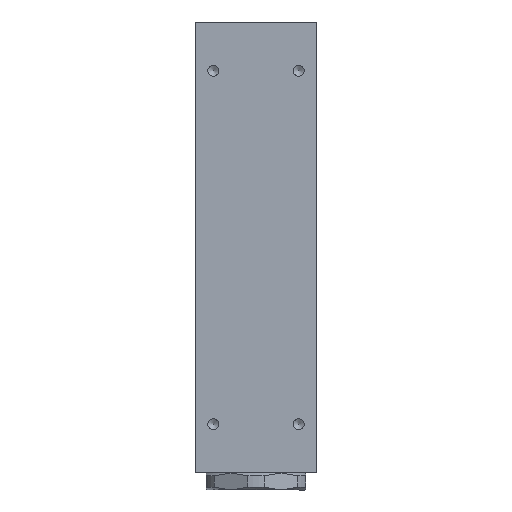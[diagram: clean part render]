
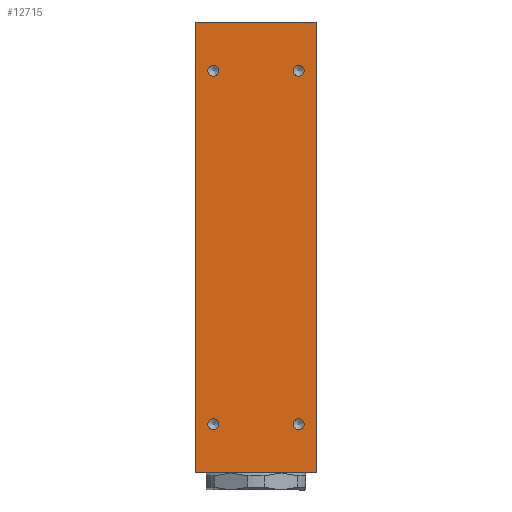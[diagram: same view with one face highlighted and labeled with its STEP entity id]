
A CAD part, front view. The second image highlights one B-rep face of the part: STEP entity #12715.
In plain terms, the highlighted planar face has unit normal (0, -1, 0).
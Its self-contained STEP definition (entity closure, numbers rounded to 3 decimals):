
#726=PLANE('',#14044);
#1502=LINE('',#22433,#2323);
#1509=LINE('',#22460,#2330);
#1510=LINE('',#22462,#2331);
#1511=LINE('',#22463,#2332);
#2323=VECTOR('',#17236,185.);
#2330=VECTOR('',#17257,50.);
#2331=VECTOR('',#17258,50.);
#2332=VECTOR('',#17259,185.);
#2680=FACE_BOUND('',#4345,.T.);
#2681=FACE_BOUND('',#4346,.T.);
#2682=FACE_BOUND('',#4347,.T.);
#2683=FACE_BOUND('',#4348,.T.);
#3370=FACE_OUTER_BOUND('',#4344,.T.);
#4344=EDGE_LOOP('',(#10556,#10557,#10558,#10559));
#4345=EDGE_LOOP('',(#10560));
#4346=EDGE_LOOP('',(#10561));
#4347=EDGE_LOOP('',(#10562));
#4348=EDGE_LOOP('',(#10563));
#5073=CIRCLE('',#14045,2.23);
#5074=CIRCLE('',#14046,2.23);
#5075=CIRCLE('',#14047,2.23);
#5076=CIRCLE('',#14048,2.23);
#6101=VERTEX_POINT('',#22426);
#6104=VERTEX_POINT('',#22431);
#6117=VERTEX_POINT('',#22459);
#6118=VERTEX_POINT('',#22461);
#6119=VERTEX_POINT('',#22464);
#6120=VERTEX_POINT('',#22466);
#6121=VERTEX_POINT('',#22468);
#6122=VERTEX_POINT('',#22470);
#7635=EDGE_CURVE('',#6104,#6101,#1502,.T.);
#7648=EDGE_CURVE('',#6117,#6101,#1509,.T.);
#7649=EDGE_CURVE('',#6118,#6104,#1510,.T.);
#7650=EDGE_CURVE('',#6118,#6117,#1511,.T.);
#7651=EDGE_CURVE('',#6119,#6119,#5073,.T.);
#7652=EDGE_CURVE('',#6120,#6120,#5074,.T.);
#7653=EDGE_CURVE('',#6121,#6121,#5075,.T.);
#7654=EDGE_CURVE('',#6122,#6122,#5076,.T.);
#10556=ORIENTED_EDGE('',*,*,#7648,.T.);
#10557=ORIENTED_EDGE('',*,*,#7635,.F.);
#10558=ORIENTED_EDGE('',*,*,#7649,.F.);
#10559=ORIENTED_EDGE('',*,*,#7650,.T.);
#10560=ORIENTED_EDGE('',*,*,#7651,.T.);
#10561=ORIENTED_EDGE('',*,*,#7652,.T.);
#10562=ORIENTED_EDGE('',*,*,#7653,.T.);
#10563=ORIENTED_EDGE('',*,*,#7654,.T.);
#12715=ADVANCED_FACE('',(#3370,#2680,#2681,#2682,#2683),#726,.T.);
#14044=AXIS2_PLACEMENT_3D('',#22458,#17255,#17256);
#14045=AXIS2_PLACEMENT_3D('',#22465,#17260,#17261);
#14046=AXIS2_PLACEMENT_3D('',#22467,#17262,#17263);
#14047=AXIS2_PLACEMENT_3D('',#22469,#17264,#17265);
#14048=AXIS2_PLACEMENT_3D('',#22471,#17266,#17267);
#17236=DIRECTION('',(0.,0.,1.));
#17255=DIRECTION('center_axis',(0.,-1.,0.));
#17256=DIRECTION('ref_axis',(0.,0.,-1.));
#17257=DIRECTION('',(-1.,0.,0.));
#17258=DIRECTION('',(-1.,0.,0.));
#17259=DIRECTION('',(0.,0.,1.));
#17260=DIRECTION('center_axis',(0.,1.,0.));
#17261=DIRECTION('ref_axis',(1.,0.,0.));
#17262=DIRECTION('center_axis',(0.,1.,0.));
#17263=DIRECTION('ref_axis',(1.,0.,0.));
#17264=DIRECTION('center_axis',(0.,1.,0.));
#17265=DIRECTION('ref_axis',(1.,0.,0.));
#17266=DIRECTION('center_axis',(0.,1.,0.));
#17267=DIRECTION('ref_axis',(1.,0.,0.));
#22426=CARTESIAN_POINT('',(181.294,9.029,104.528));
#22431=CARTESIAN_POINT('',(181.294,9.029,-80.472));
#22433=CARTESIAN_POINT('',(181.294,9.029,-80.472));
#22458=CARTESIAN_POINT('Origin',(231.294,9.029,-80.472));
#22459=CARTESIAN_POINT('',(231.294,9.029,104.528));
#22460=CARTESIAN_POINT('',(231.294,9.029,104.528));
#22461=CARTESIAN_POINT('',(231.294,9.029,-80.472));
#22462=CARTESIAN_POINT('',(231.294,9.029,-80.472));
#22463=CARTESIAN_POINT('',(231.294,9.029,-80.472));
#22464=CARTESIAN_POINT('',(226.024,9.029,84.528));
#22465=CARTESIAN_POINT('Origin',(223.794,9.029,84.528));
#22466=CARTESIAN_POINT('',(191.024,9.029,-60.472));
#22467=CARTESIAN_POINT('Origin',(188.794,9.029,-60.472));
#22468=CARTESIAN_POINT('',(191.024,9.029,84.528));
#22469=CARTESIAN_POINT('Origin',(188.794,9.029,84.528));
#22470=CARTESIAN_POINT('',(226.024,9.029,-60.472));
#22471=CARTESIAN_POINT('Origin',(223.794,9.029,-60.472));
